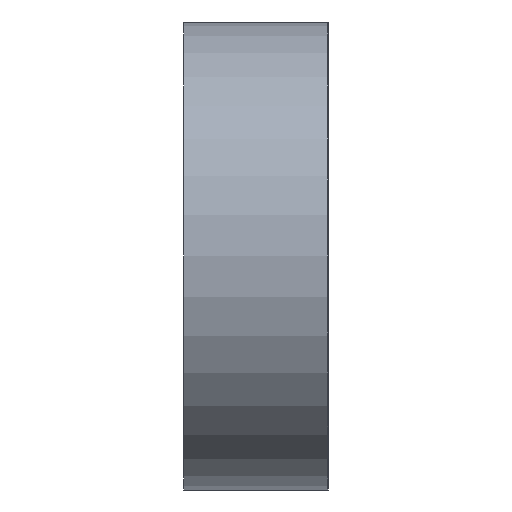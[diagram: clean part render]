
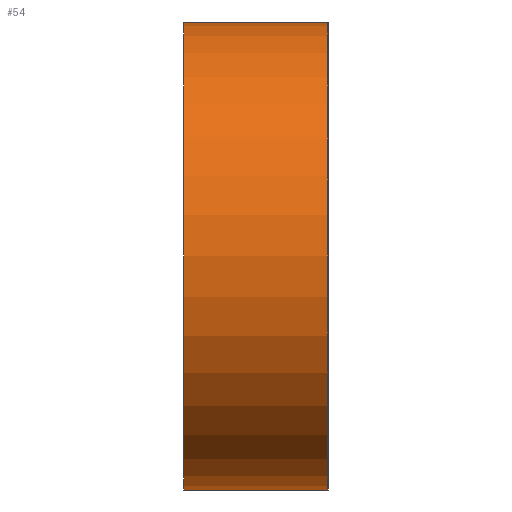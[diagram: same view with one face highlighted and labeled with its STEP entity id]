
A CAD part, left-side view. The second image highlights one B-rep face of the part: STEP entity #54.
In plain terms, the highlighted cylindrical face has radius 6.5 mm (diameter 13 mm), a partial arc.
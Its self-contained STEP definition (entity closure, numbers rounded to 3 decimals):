
#10 = VERTEX_POINT ( 'NONE', #358 ) ;
#11 = LINE ( 'NONE', #242, #438 ) ;
#15 = DIRECTION ( 'NONE',  ( 0., -1., 0. ) ) ;
#24 = CARTESIAN_POINT ( 'NONE',  ( 0., 0., 0. ) ) ;
#37 = DIRECTION ( 'NONE',  ( 0., -1., 0. ) ) ;
#41 = ORIENTED_EDGE ( 'NONE', *, *, #383, .F. ) ;
#45 = CARTESIAN_POINT ( 'NONE',  ( 0., 4., -6.5 ) ) ;
#54 = ADVANCED_FACE ( 'NONE', ( #425 ), #83, .T. ) ;
#63 = AXIS2_PLACEMENT_3D ( 'NONE', #24, #439, #95 ) ;
#83 = CYLINDRICAL_SURFACE ( 'NONE', #193, 6.5 ) ;
#84 = CARTESIAN_POINT ( 'NONE',  ( 0., 0., 6.5 ) ) ;
#86 = CARTESIAN_POINT ( 'NONE',  ( 0., 4., 0. ) ) ;
#93 = ORIENTED_EDGE ( 'NONE', *, *, #99, .T. ) ;
#95 = DIRECTION ( 'NONE',  ( 0., 0., 1. ) ) ;
#99 = EDGE_CURVE ( 'NONE', #453, #395, #476, .T. ) ;
#118 = EDGE_LOOP ( 'NONE', ( #93, #374, #41, #248 ) ) ;
#168 = DIRECTION ( 'NONE',  ( 0., -1., 0. ) ) ;
#178 = CARTESIAN_POINT ( 'NONE',  ( 0., 4., 0. ) ) ;
#193 = AXIS2_PLACEMENT_3D ( 'NONE', #178, #15, #406 ) ;
#199 = DIRECTION ( 'NONE',  ( 0., 1., 0. ) ) ;
#242 = CARTESIAN_POINT ( 'NONE',  ( 0., 4., 6.5 ) ) ;
#246 = CARTESIAN_POINT ( 'NONE',  ( 0., 0., -6.5 ) ) ;
#248 = ORIENTED_EDGE ( 'NONE', *, *, #292, .T. ) ;
#292 = EDGE_CURVE ( 'NONE', #419, #453, #342, .T. ) ;
#342 = LINE ( 'NONE', #495, #356 ) ;
#356 = VECTOR ( 'NONE', #37, 1000. ) ;
#358 = CARTESIAN_POINT ( 'NONE',  ( 0., 4., 6.5 ) ) ;
#364 = CIRCLE ( 'NONE', #426, 6.5 ) ;
#374 = ORIENTED_EDGE ( 'NONE', *, *, #396, .F. ) ;
#383 = EDGE_CURVE ( 'NONE', #419, #10, #364, .T. ) ;
#395 = VERTEX_POINT ( 'NONE', #84 ) ;
#396 = EDGE_CURVE ( 'NONE', #10, #395, #11, .T. ) ;
#406 = DIRECTION ( 'NONE',  ( 0., 0., -1. ) ) ;
#419 = VERTEX_POINT ( 'NONE', #45 ) ;
#425 = FACE_OUTER_BOUND ( 'NONE', #118, .T. ) ;
#426 = AXIS2_PLACEMENT_3D ( 'NONE', #86, #199, #462 ) ;
#438 = VECTOR ( 'NONE', #168, 1000. ) ;
#439 = DIRECTION ( 'NONE',  ( 0., 1., 0. ) ) ;
#453 = VERTEX_POINT ( 'NONE', #246 ) ;
#462 = DIRECTION ( 'NONE',  ( 0., 0., 1. ) ) ;
#476 = CIRCLE ( 'NONE', #63, 6.5 ) ;
#495 = CARTESIAN_POINT ( 'NONE',  ( 0., 4., -6.5 ) ) ;
